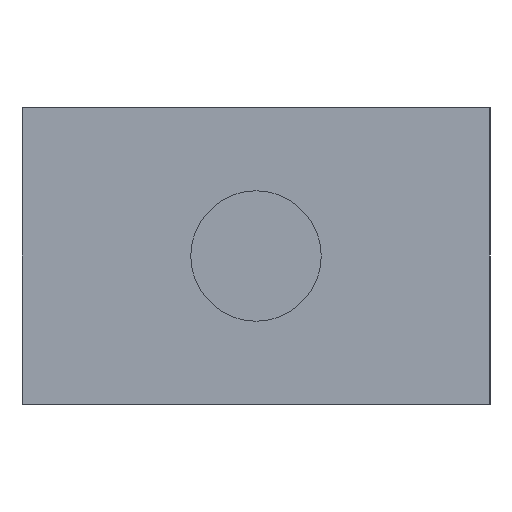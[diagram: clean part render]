
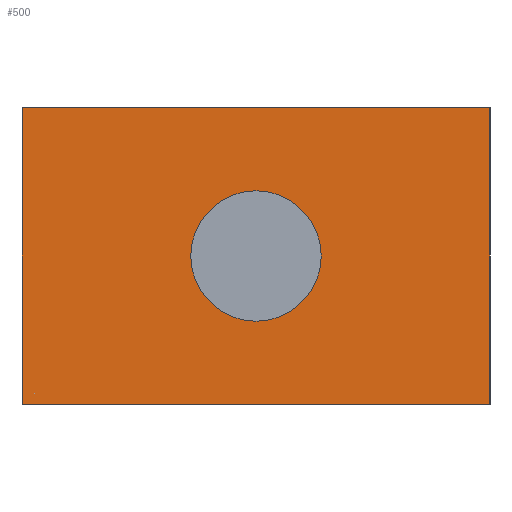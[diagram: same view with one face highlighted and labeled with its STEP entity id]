
A CAD part, left-side view. The second image highlights one B-rep face of the part: STEP entity #500.
In plain terms, the highlighted planar face has unit normal (-1, 0, 0).
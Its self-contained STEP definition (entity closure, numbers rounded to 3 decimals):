
#20 = ORIENTED_EDGE ( 'NONE', *, *, #488, .T. ) ;
#30 = LINE ( 'NONE', #947, #392 ) ;
#73 = VERTEX_POINT ( 'NONE', #166 ) ;
#105 = CIRCLE ( 'NONE', #774, 1.45 ) ;
#142 = AXIS2_PLACEMENT_3D ( 'NONE', #574, #358, #209 ) ;
#159 = DIRECTION ( 'NONE',  ( -1., 0., 0. ) ) ;
#166 = CARTESIAN_POINT ( 'NONE',  ( -15.25, -5.2, 0. ) ) ;
#171 = EDGE_LOOP ( 'NONE', ( #840, #306 ) ) ;
#183 = EDGE_CURVE ( 'NONE', #253, #824, #619, .T. ) ;
#184 = VECTOR ( 'NONE', #648, 1000. ) ;
#202 = CARTESIAN_POINT ( 'NONE',  ( -15.25, -5.2, 0. ) ) ;
#207 = LINE ( 'NONE', #260, #557 ) ;
#209 = DIRECTION ( 'NONE',  ( 0., 0., -1. ) ) ;
#232 = FACE_OUTER_BOUND ( 'NONE', #713, .T. ) ;
#247 = CARTESIAN_POINT ( 'NONE',  ( -15.25, 0., 3.3 ) ) ;
#253 = VERTEX_POINT ( 'NONE', #394 ) ;
#260 = CARTESIAN_POINT ( 'NONE',  ( -15.25, -5.2, 6.6 ) ) ;
#306 = ORIENTED_EDGE ( 'NONE', *, *, #811, .F. ) ;
#314 = DIRECTION ( 'NONE',  ( 0., 0., -1. ) ) ;
#319 = CARTESIAN_POINT ( 'NONE',  ( -15.25, 5.2, 6.6 ) ) ;
#354 = CARTESIAN_POINT ( 'NONE',  ( -15.25, 5.2, 0. ) ) ;
#358 = DIRECTION ( 'NONE',  ( 1., 0., 0. ) ) ;
#392 = VECTOR ( 'NONE', #499, 1000. ) ;
#394 = CARTESIAN_POINT ( 'NONE',  ( -15.25, 0., 1.85 ) ) ;
#445 = DIRECTION ( 'NONE',  ( 0., 0., -1. ) ) ;
#453 = CARTESIAN_POINT ( 'NONE',  ( -15.25, 0., 4.75 ) ) ;
#475 = LINE ( 'NONE', #202, #751 ) ;
#480 = ORIENTED_EDGE ( 'NONE', *, *, #905, .T. ) ;
#483 = LINE ( 'NONE', #568, #184 ) ;
#488 = EDGE_CURVE ( 'NONE', #964, #493, #483, .T. ) ;
#493 = VERTEX_POINT ( 'NONE', #354 ) ;
#499 = DIRECTION ( 'NONE',  ( 0., -1., 0. ) ) ;
#500 = ADVANCED_FACE ( 'NONE', ( #725, #232 ), #653, .F. ) ;
#540 = AXIS2_PLACEMENT_3D ( 'NONE', #247, #159, #314 ) ;
#554 = EDGE_CURVE ( 'NONE', #746, #73, #207, .T. ) ;
#557 = VECTOR ( 'NONE', #837, 1000. ) ;
#568 = CARTESIAN_POINT ( 'NONE',  ( -15.25, 5.2, 6.6 ) ) ;
#574 = CARTESIAN_POINT ( 'NONE',  ( -15.25, -5.2, 6.6 ) ) ;
#591 = DIRECTION ( 'NONE',  ( 0., -1., 0. ) ) ;
#599 = CARTESIAN_POINT ( 'NONE',  ( -15.25, 0., 3.3 ) ) ;
#619 = CIRCLE ( 'NONE', #540, 1.45 ) ;
#633 = EDGE_CURVE ( 'NONE', #964, #746, #30, .T. ) ;
#648 = DIRECTION ( 'NONE',  ( 0., 0., -1. ) ) ;
#653 = PLANE ( 'NONE',  #142 ) ;
#665 = ORIENTED_EDGE ( 'NONE', *, *, #633, .F. ) ;
#688 = ORIENTED_EDGE ( 'NONE', *, *, #554, .F. ) ;
#713 = EDGE_LOOP ( 'NONE', ( #480, #688, #665, #20 ) ) ;
#725 = FACE_BOUND ( 'NONE', #171, .T. ) ;
#746 = VERTEX_POINT ( 'NONE', #960 ) ;
#751 = VECTOR ( 'NONE', #591, 1000. ) ;
#774 = AXIS2_PLACEMENT_3D ( 'NONE', #599, #958, #445 ) ;
#811 = EDGE_CURVE ( 'NONE', #824, #253, #105, .T. ) ;
#824 = VERTEX_POINT ( 'NONE', #453 ) ;
#837 = DIRECTION ( 'NONE',  ( 0., 0., -1. ) ) ;
#840 = ORIENTED_EDGE ( 'NONE', *, *, #183, .F. ) ;
#905 = EDGE_CURVE ( 'NONE', #493, #73, #475, .T. ) ;
#947 = CARTESIAN_POINT ( 'NONE',  ( -15.25, -5.2, 6.6 ) ) ;
#958 = DIRECTION ( 'NONE',  ( -1., 0., 0. ) ) ;
#960 = CARTESIAN_POINT ( 'NONE',  ( -15.25, -5.2, 6.6 ) ) ;
#964 = VERTEX_POINT ( 'NONE', #319 ) ;
